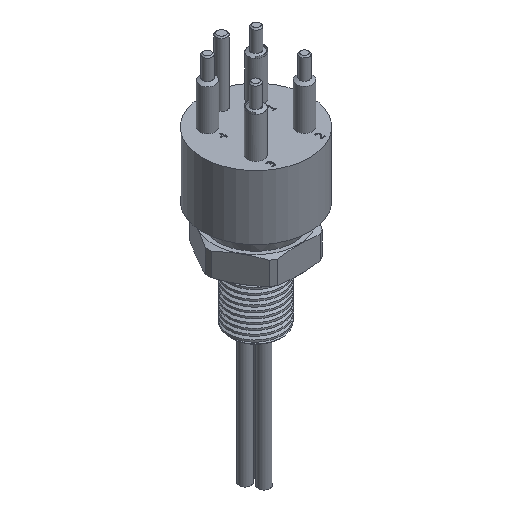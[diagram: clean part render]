
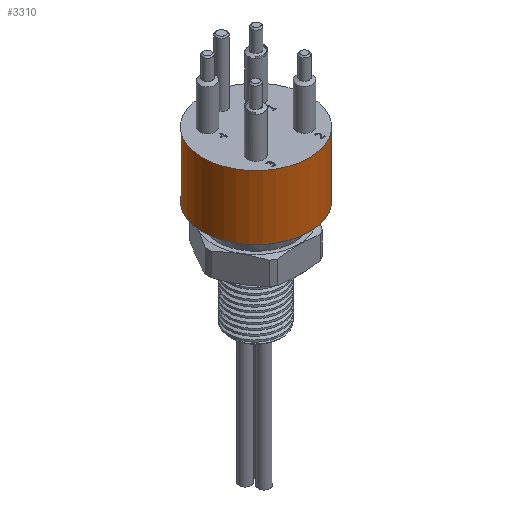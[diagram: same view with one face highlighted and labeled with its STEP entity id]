
A CAD part, isometric view. The second image highlights one B-rep face of the part: STEP entity #3310.
In plain terms, the highlighted cylindrical face has radius 15.875 mm (diameter 31.75 mm), a full revolution.
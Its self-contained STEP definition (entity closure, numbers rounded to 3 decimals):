
#114=FACE_BOUND($,#1053,.T.);
#204=CYLINDRICAL_SURFACE($,#3582,15.875);
#273=CIRCLE($,#3546,15.875);
#292=CIRCLE($,#3583,15.875);
#789=FACE_OUTER_BOUND($,#1052,.T.);
#1052=EDGE_LOOP($,(#2971));
#1053=EDGE_LOOP($,(#2972));
#1825=VERTEX_POINT($,#7420);
#1856=VERTEX_POINT($,#7594);
#2223=EDGE_CURVE($,#1825,#1825,#273,.T.);
#2258=EDGE_CURVE($,#1856,#1856,#292,.T.);
#2971=ORIENTED_EDGE($,*,*,#2223,.T.);
#2972=ORIENTED_EDGE($,*,*,#2258,.F.);
#3310=ADVANCED_FACE($,(#789,#114),#204,.T.);
#3546=AXIS2_PLACEMENT_3D($,#7421,#4142,#4143);
#3582=AXIS2_PLACEMENT_3D($,#7593,#4218,#4219);
#3583=AXIS2_PLACEMENT_3D($,#7595,#4220,#4221);
#4142=DIRECTION('center_axis',(0.,0.,-1.));
#4143=DIRECTION('ref_axis',(-1.,0.,0.));
#4218=DIRECTION('center_axis',(0.,0.,-1.));
#4219=DIRECTION('ref_axis',(-1.,0.,0.));
#4220=DIRECTION('center_axis',(0.,0.,-1.));
#4221=DIRECTION('ref_axis',(-1.,0.,0.));
#7420=CARTESIAN_POINT('',(-15.875,0.,17.526));
#7421=CARTESIAN_POINT('Origin',(0.,0.,17.526));
#7593=CARTESIAN_POINT('Origin',(0.,0.,-6.35));
#7594=CARTESIAN_POINT('',(-15.875,0.,-1.524));
#7595=CARTESIAN_POINT('Origin',(0.,0.,-1.524));
